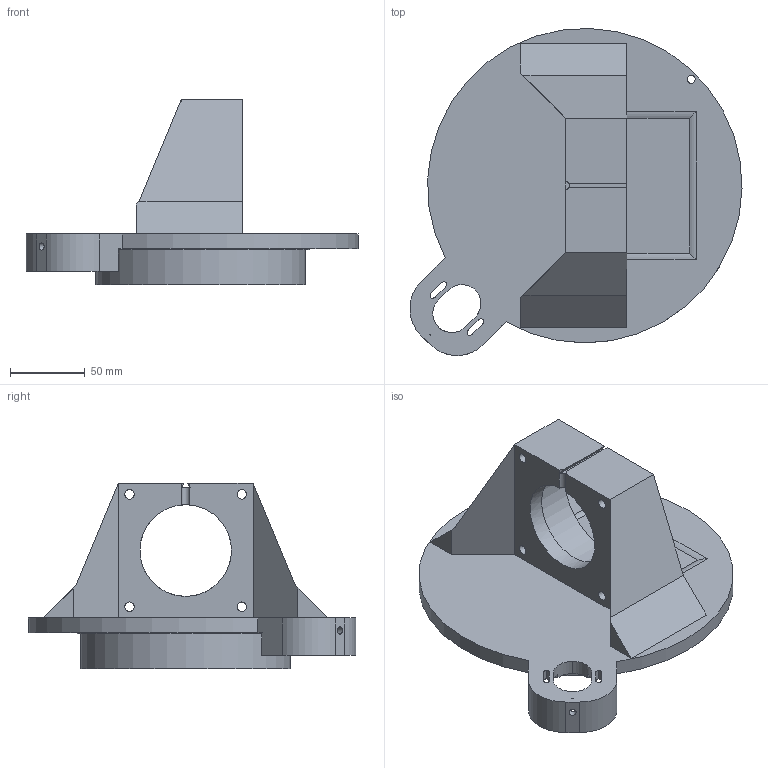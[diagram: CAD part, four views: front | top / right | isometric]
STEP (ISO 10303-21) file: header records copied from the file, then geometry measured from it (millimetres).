
FILE_DESCRIPTION(/* description */ (''),/* implementation_level */ '2;1');
FILE_NAME(/* name */ 'base_top.step',/* time_stamp */ '2025-12-08T19:15:33+01:00',/* author */ (''),/* organization */ (''),/* preprocessor_version */ 'ST-DEVELOPER v20.1',/* originating_system */ 'Autodesk Translation Framework v14.21.0.0',/* authorisation */ '');
FILE_SCHEMA (('AUTOMOTIVE_DESIGN { 1 0 10303 214 3 1 1 }'));
Length unit declared in the file: millimetre
Products named in the file (1): FusionComponent
Bounding box: 221.68 x 218.36 x 124 mm (x, y, z)
Volume: 1080250.9 mm3; surface area: 135125.8 mm2
Topology: 1 solids, 1 shells, 112 faces, 319 edges, 212 vertices
Faces by surface type: plane 58, cylinder 54
Full cylindrical faces by diameter (mm): 4.766 x1, 5.4 x1, 6.3 x4, 8.2 x2, 61.2 x1, 77 x1, 78.2 x1, 140 x1, 145 x1
Entity records: 3898 total; most frequent: CARTESIAN_POINT 850, ORIENTED_EDGE 640, DIRECTION 615, EDGE_CURVE 320, VERTEX_POINT 212, AXIS2_PLACEMENT_3D 211, LINE 193, VECTOR 193
